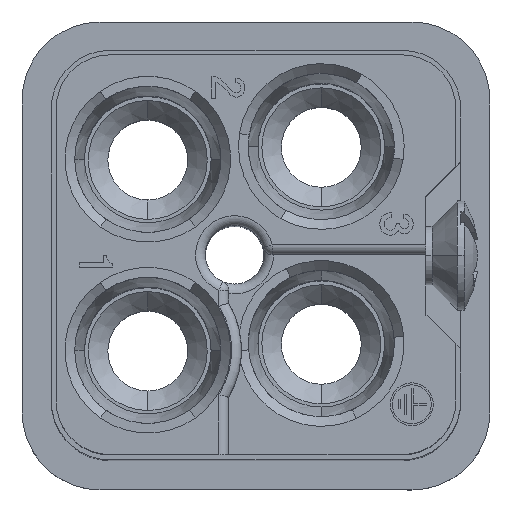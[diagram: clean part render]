
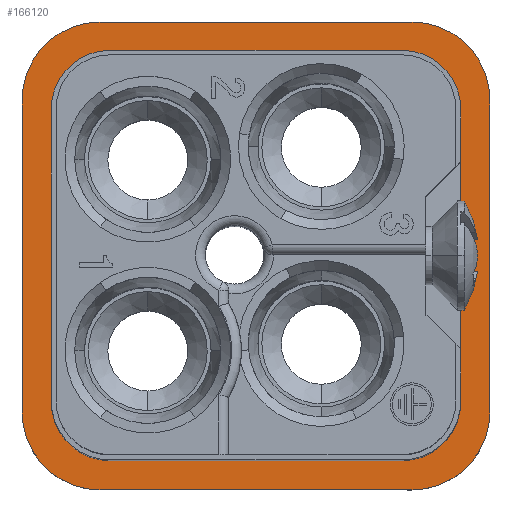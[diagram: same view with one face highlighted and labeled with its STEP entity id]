
A CAD part, top view. The second image highlights one B-rep face of the part: STEP entity #166120.
In plain terms, the highlighted face is planar.
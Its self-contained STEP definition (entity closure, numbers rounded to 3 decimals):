
#570=CARTESIAN_POINT('',(44.797,70.355,0.85));
#580=VERTEX_POINT('',#570);
#750=CARTESIAN_POINT('',(44.797,55.355,0.85));
#760=VERTEX_POINT('',#750);
#790=CARTESIAN_POINT('',(44.797,0.,0.85));
#800=DIRECTION('',(0.,1.,0.));
#810=VECTOR('',#800,1.);
#820=LINE('',#790,#810);
#830=EDGE_CURVE('',#760,#580,#820,.T.);
#6120=CARTESIAN_POINT('',(26.797,73.355,0.85))
;
#6130=VERTEX_POINT('',#6120);
#6240=CARTESIAN_POINT('',(41.797,73.355,0.85));
#6250=VERTEX_POINT('',#6240);
#6280=CARTESIAN_POINT('',(0.,73.355,0.85));
#6290=DIRECTION('',(-1.,0.,0.));
#6300=VECTOR('',#6290,1.);
#6310=LINE('',#6280,#6300);
#6320=EDGE_CURVE('',#6250,#6130,#6310,.T.);
#9520=CARTESIAN_POINT('',(41.797,52.355,0.85));
#9530=VERTEX_POINT('',#9520);
#9560=CARTESIAN_POINT('',(41.797,55.355,0.85));
#9570=DIRECTION('',(0.,0.,1.));
#9580=DIRECTION('',(1.,0.,0.));
#9590=AXIS2_PLACEMENT_3D('',#9560,#9570,#9580);
#9600=CIRCLE('',#9590,3.);
#9610=EDGE_CURVE('',#9530,#760,#9600,.T.);
#10900=CARTESIAN_POINT('',(23.797,70.355,0.85)
);
#10910=VERTEX_POINT('',#10900);
#11020=CARTESIAN_POINT('',(26.797,70.355,0.85)
);
#11030=DIRECTION('',(0.,0.,1.));
#11040=DIRECTION('',(1.,0.,0.));
#11050=AXIS2_PLACEMENT_3D('',#11020,#11030,#11040);
#11060=CIRCLE('',#11050,3.);
#11070=EDGE_CURVE('',#6130,#10910,#11060,.T.);
#14830=CARTESIAN_POINT('',(41.797,70.355,0.85));
#14840=DIRECTION('',(0.,0.,-1.));
#14850=DIRECTION('',(-1.,0.,0.));
#14860=AXIS2_PLACEMENT_3D('',#14830,#14840,#14850);
#14870=CIRCLE('',#14860,3.);
#14880=EDGE_CURVE('',#6250,#580,#14870,.T.);
#63150=CARTESIAN_POINT('',(26.797,52.355,0.85)
);
#63160=VERTEX_POINT('',#63150);
#63190=CARTESIAN_POINT('',(0.,52.355,0.85));
#63200=DIRECTION('',(-1.,0.,0.));
#63210=VECTOR('',#63200,1.);
#63220=LINE('',#63190,#63210);
#63230=EDGE_CURVE('',#9530,#63160,#63220,.T.);
#63400=CARTESIAN_POINT('',(32.828,74.855,0.85)
);
#63410=DIRECTION('',(1.,0.,0.));
#63420=VECTOR('',#63410,1.);
#63430=LINE('',#63400,#63420);
#63440=CARTESIAN_POINT('',(26.297,74.855,0.85));
#63450=VERTEX_POINT('',#63440);
#63460=CARTESIAN_POINT('',(42.297,74.855,0.85));
#63470=VERTEX_POINT('',#63460);
#63480=EDGE_CURVE('',#63450,#63470,#63430,.T.);
#63840=CARTESIAN_POINT('',(22.297,70.855,0.85));
#63850=VERTEX_POINT('',#63840);
#64020=CARTESIAN_POINT('',(22.297,54.855,0.85));
#64030=VERTEX_POINT('',#64020);
#64060=CARTESIAN_POINT('',(22.297,53.495,0.85)
);
#64070=DIRECTION('',(0.,1.,0.));
#64080=VECTOR('',#64070,1.);
#64090=LINE('',#64060,#64080);
#64100=EDGE_CURVE('',#64030,#63850,#64090,.T.);
#64200=CARTESIAN_POINT('',(42.297,70.855,0.85));
#64210=DIRECTION('',(0.,0.,1.));
#64220=DIRECTION('',(-1.,0.,0.));
#64230=AXIS2_PLACEMENT_3D('',#64200,#64210,#64220);
#64240=CIRCLE('',#64230,4.);
#64250=CARTESIAN_POINT('',(46.297,70.855,0.85));
#64260=VERTEX_POINT('',#64250);
#64270=EDGE_CURVE('',#64260,#63470,#64240,.T.);
#64660=CARTESIAN_POINT('',(26.297,50.855,0.85));
#64670=VERTEX_POINT('',#64660);
#64700=CARTESIAN_POINT('',(26.297,54.855,0.85));
#64710=DIRECTION('',(0.,0.,1.));
#64720=DIRECTION('',(-1.,0.,0.));
#64730=AXIS2_PLACEMENT_3D('',#64700,#64710,#64720);
#64740=CIRCLE('',#64730,4.);
#64750=EDGE_CURVE('',#64030,#64670,#64740,.T.);
#65010=CARTESIAN_POINT('',(46.297,54.855,0.85))
;
#65020=VERTEX_POINT('',#65010);
#65050=CARTESIAN_POINT('',(42.297,54.855,0.85)
);
#65060=DIRECTION('',(0.,0.,1.));
#65070=DIRECTION('',(-1.,0.,0.));
#65080=AXIS2_PLACEMENT_3D('',#65050,#65060,#65070);
#65090=CIRCLE('',#65080,4.);
#65100=CARTESIAN_POINT('',(42.297,50.855,0.85)
);
#65110=VERTEX_POINT('',#65100);
#65120=EDGE_CURVE('',#65110,#65020,#65090,.T.);
#120190=CARTESIAN_POINT('',(23.797,0.,0.85));
#120200=DIRECTION('',(0.,-1.,0.));
#120210=VECTOR('',#120200,1.);
#120220=LINE('',#120190,#120210);
#120230=CARTESIAN_POINT('',(23.797,55.355,0.85)
);
#120240=VERTEX_POINT('',#120230);
#120250=EDGE_CURVE('',#10910,#120240,#120220,.T.);
#120480=CARTESIAN_POINT('',(26.797,55.355,0.85
));
#120490=DIRECTION('',(0.,0.,-1.));
#120500=DIRECTION('',(-1.,0.,0.));
#120510=AXIS2_PLACEMENT_3D('',#120480,#120490,#120500);
#120520=CIRCLE('',#120510,3.);
#120530=EDGE_CURVE('',#63160,#120240,#120520,.T.);
#165710=CARTESIAN_POINT('',(24.08,68.317,
0.85));
#165720=DIRECTION('',(0.,0.,1.));
#165730=DIRECTION('',(-1.,0.,0.));
#165740=AXIS2_PLACEMENT_3D('',#165710,#165720,#165730);
#165750=PLANE('',#165740);
#165760=ORIENTED_EDGE('',*,*,#6320,.T.);
#165770=ORIENTED_EDGE('',*,*,#14880,.F.);
#165780=ORIENTED_EDGE('',*,*,#830,.T.);
#165790=ORIENTED_EDGE('',*,*,#9610,.T.);
#165800=ORIENTED_EDGE('',*,*,#63230,.F.);
#165810=ORIENTED_EDGE('',*,*,#120530,.F.);
#165820=ORIENTED_EDGE('',*,*,#120250,.T.);
#165830=ORIENTED_EDGE('',*,*,#11070,.T.);
#165840=EDGE_LOOP('',(#165830,#165820,#165810,#165800,#165790,#165780,
#165770,#165760));
#165850=FACE_BOUND('',#165840,.T.);
#165860=ORIENTED_EDGE('',*,*,#65120,.F.);
#165870=CARTESIAN_POINT('',(46.297,53.495,
0.85));
#165880=DIRECTION('',(0.,-1.,0.));
#165890=VECTOR('',#165880,1.);
#165900=LINE('',#165870,#165890);
#165910=EDGE_CURVE('',#64260,#65020,#165900,.T.);
#165920=ORIENTED_EDGE('',*,*,#165910,.T.);
#165930=ORIENTED_EDGE('',*,*,#64270,.F.);
#165940=ORIENTED_EDGE('',*,*,#63480,.T.);
#165950=CARTESIAN_POINT('',(26.297,70.855,0.85));
#165960=DIRECTION('',(0.,0.,1.));
#165970=DIRECTION('',(-1.,0.,0.));
#165980=AXIS2_PLACEMENT_3D('',#165950,#165960,#165970);
#165990=CIRCLE('',#165980,4.);
#166000=EDGE_CURVE('',#63450,#63850,#165990,.T.);
#166010=ORIENTED_EDGE('',*,*,#166000,.F.);
#166020=ORIENTED_EDGE('',*,*,#64100,.T.);
#166030=ORIENTED_EDGE('',*,*,#64750,.F.);
#166040=CARTESIAN_POINT('',(32.828,50.855,0.85
));
#166050=DIRECTION('',(-1.,0.,0.));
#166060=VECTOR('',#166050,1.);
#166070=LINE('',#166040,#166060);
#166080=EDGE_CURVE('',#65110,#64670,#166070,.T.);
#166090=ORIENTED_EDGE('',*,*,#166080,.T.);
#166100=EDGE_LOOP('',(#166090,#166030,#166020,#166010,#165940,#165930,
#165920,#165860));
#166110=FACE_OUTER_BOUND('',#166100,.T.);
#166120=ADVANCED_FACE('',(#165850,#166110),#165750,.F.);
